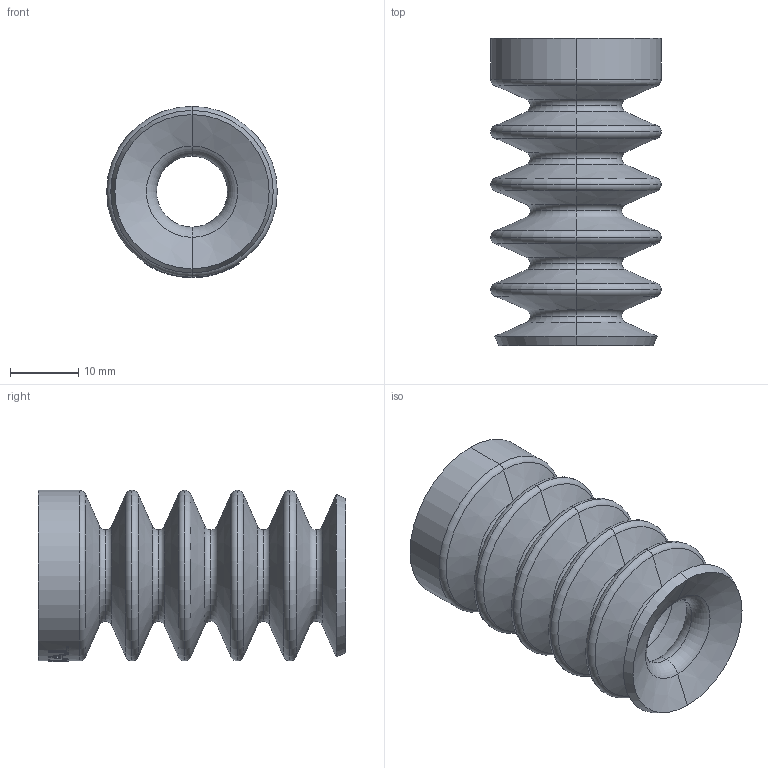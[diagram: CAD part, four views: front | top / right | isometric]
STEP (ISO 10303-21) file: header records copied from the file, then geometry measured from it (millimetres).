
FILE_DESCRIPTION(('STEP AP214'),'1');
FILE_NAME('COVAL_VSD25SI.stp','2017-12-28T08:27:33',('TraceParts'),('TraceParts S.A.'),'Spatial InterOp 3D',' ',' ');
FILE_SCHEMA(('automotive_design'));
Length unit declared in the file: millimetre
Products named in the file (1): COVAL_VSD25SI
Bounding box: 25 x 45.01 x 25.1 mm (x, y, z)
Volume: 6841.9 mm3; surface area: 9108.1 mm2
Topology: 1 solids, 1 shells, 159 faces, 351 edges, 200 vertices
Faces by surface type: torus 58, cone 42, bspline 29, plane 16, cylinder 14
Entity records: 10318 total; most frequent: CARTESIAN_POINT 5683, DIRECTION 704, ORIENTED_EDGE 702, EDGE_CURVE 351, AXIS2_PLACEMENT_3D 321, VERTEX_POINT 200, CIRCLE 190, EDGE_LOOP 167
